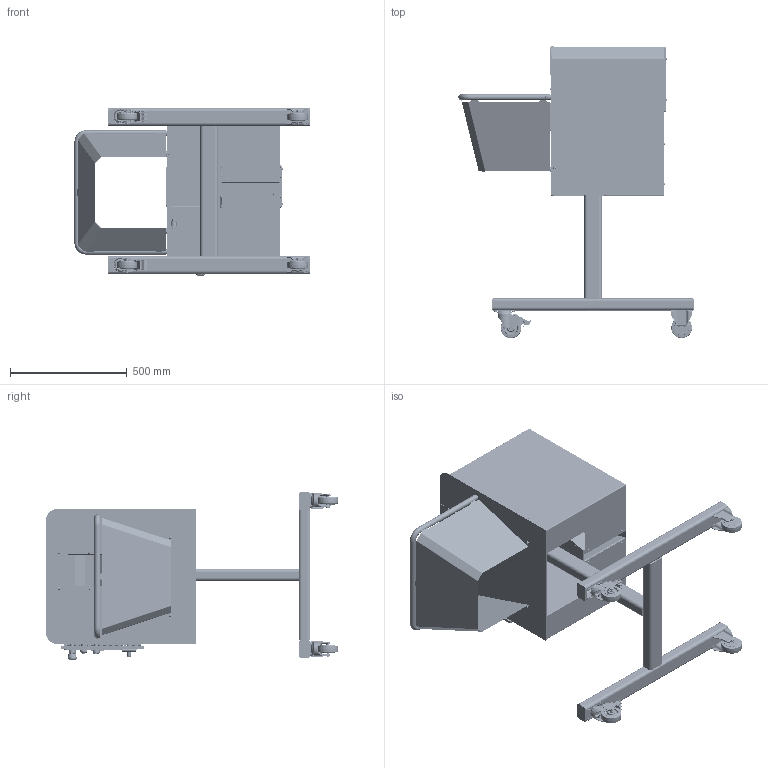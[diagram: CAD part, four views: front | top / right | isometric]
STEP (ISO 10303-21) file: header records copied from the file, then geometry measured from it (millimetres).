
FILE_DESCRIPTION (( 'STEP AP214' ), '1' );
FILE_NAME ('Mobius Cannbucker MBX - 3D Model (STEP VER1.0).STEP', '2020-01-15T21:21:43', ( '' ), ( '' ), 'SwSTEP 2.0', 'SolidWorks 2019', '' );
FILE_SCHEMA (( 'AUTOMOTIVE_DESIGN' ));
Length unit declared in the file: inch
Products named in the file (1): Mobius Cannbucker MBX - 3D Model (STEP VER1.0)
Bounding box: 1009.65 x 1254.42 x 719.65 mm (x, y, z)
Volume: 22144066.4 mm3; surface area: 7035149.4 mm2
Topology: 33 solids, 39 shells, 6973 faces, 18317 edges, 11618 vertices
Faces by surface type: plane 3505, cylinder 1779, cone 615, bspline 569, torus 416, sphere 89
Entity records: 329507 total; most frequent: CARTESIAN_POINT 123629, ORIENTED_EDGE 36546, DIRECTION 32803, EDGE_CURVE 18273, VERTEX_POINT 11616, AXIS2_PLACEMENT_3D 11612, VECTOR 9579, LINE 9579
